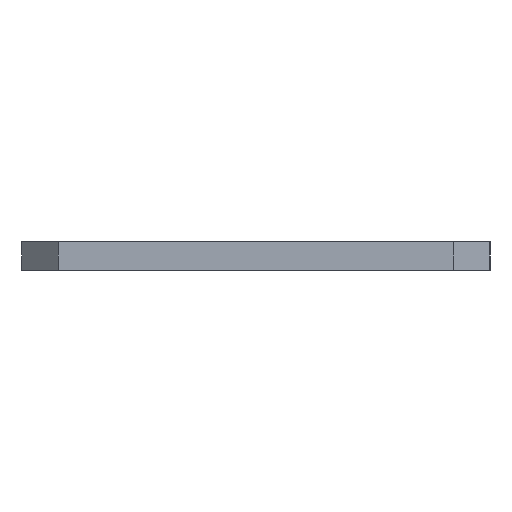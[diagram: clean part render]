
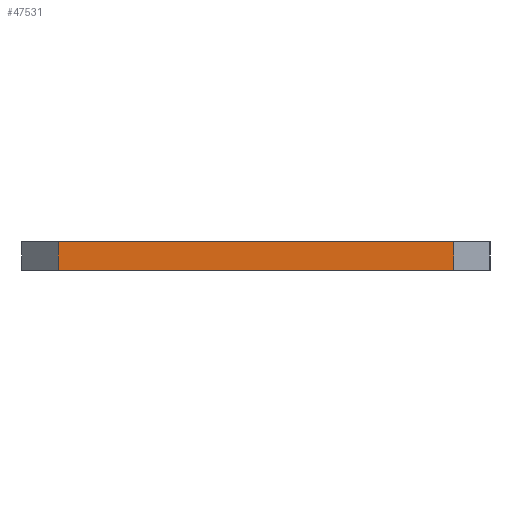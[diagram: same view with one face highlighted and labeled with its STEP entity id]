
A CAD part, left-side view. The second image highlights one B-rep face of the part: STEP entity #47531.
In plain terms, the highlighted planar face has unit normal (-1, 0, 0).
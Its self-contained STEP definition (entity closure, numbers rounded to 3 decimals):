
#83 = PLANE('',#84);
#84 = AXIS2_PLACEMENT_3D('',#85,#86,#87);
#85 = CARTESIAN_POINT('',(110.,-62.5,1.58));
#86 = DIRECTION('',(-0.,-0.,-1.));
#87 = DIRECTION('',(-1.,0.,0.));
#137 = PLANE('',#138);
#138 = AXIS2_PLACEMENT_3D('',#139,#140,#141);
#139 = CARTESIAN_POINT('',(110.,-62.5,0.));
#140 = DIRECTION('',(-0.,-0.,-1.));
#141 = DIRECTION('',(-1.,0.,0.));
#330 = VERTEX_POINT('',#331);
#331 = CARTESIAN_POINT('',(50.,-73.5,0.));
#345 = PLANE('',#346);
#346 = AXIS2_PLACEMENT_3D('',#347,#348,#349);
#347 = CARTESIAN_POINT('',(52.,-75.5,0.));
#348 = DIRECTION('',(-0.707,-0.707,0.));
#349 = DIRECTION('',(-0.707,0.707,0.));
#357 = EDGE_CURVE('',#330,#358,#360,.T.);
#358 = VERTEX_POINT('',#359);
#359 = CARTESIAN_POINT('',(50.,-51.5,0.));
#360 = SURFACE_CURVE('',#361,(#365,#372),.PCURVE_S1.);
#361 = LINE('',#362,#363);
#362 = CARTESIAN_POINT('',(50.,-73.5,0.));
#363 = VECTOR('',#364,1.);
#364 = DIRECTION('',(0.,1.,0.));
#365 = PCURVE('',#137,#366);
#366 = DEFINITIONAL_REPRESENTATION('',(#367),#371);
#367 = LINE('',#368,#369);
#368 = CARTESIAN_POINT('',(60.,-11.));
#369 = VECTOR('',#370,1.);
#370 = DIRECTION('',(0.,1.));
#371 = ( GEOMETRIC_REPRESENTATION_CONTEXT(2) 
PARAMETRIC_REPRESENTATION_CONTEXT() REPRESENTATION_CONTEXT('2D SPACE',''
  ) );
#372 = PCURVE('',#373,#378);
#373 = PLANE('',#374);
#374 = AXIS2_PLACEMENT_3D('',#375,#376,#377);
#375 = CARTESIAN_POINT('',(50.,-73.5,0.));
#376 = DIRECTION('',(-1.,0.,0.));
#377 = DIRECTION('',(0.,1.,0.));
#378 = DEFINITIONAL_REPRESENTATION('',(#379),#383);
#379 = LINE('',#380,#381);
#380 = CARTESIAN_POINT('',(0.,0.));
#381 = VECTOR('',#382,1.);
#382 = DIRECTION('',(1.,0.));
#383 = ( GEOMETRIC_REPRESENTATION_CONTEXT(2) 
PARAMETRIC_REPRESENTATION_CONTEXT() REPRESENTATION_CONTEXT('2D SPACE',''
  ) );
#401 = PLANE('',#402);
#402 = AXIS2_PLACEMENT_3D('',#403,#404,#405);
#403 = CARTESIAN_POINT('',(50.,-51.5,0.));
#404 = DIRECTION('',(-0.707,0.707,0.));
#405 = DIRECTION('',(0.707,0.707,0.));
#26184 = VERTEX_POINT('',#26185);
#26185 = CARTESIAN_POINT('',(50.,-73.5,1.58));
#26206 = EDGE_CURVE('',#26184,#26207,#26209,.T.);
#26207 = VERTEX_POINT('',#26208);
#26208 = CARTESIAN_POINT('',(50.,-51.5,1.58));
#26209 = SURFACE_CURVE('',#26210,(#26214,#26221),.PCURVE_S1.);
#26210 = LINE('',#26211,#26212);
#26211 = CARTESIAN_POINT('',(50.,-73.5,1.58));
#26212 = VECTOR('',#26213,1.);
#26213 = DIRECTION('',(0.,1.,0.));
#26214 = PCURVE('',#83,#26215);
#26215 = DEFINITIONAL_REPRESENTATION('',(#26216),#26220);
#26216 = LINE('',#26217,#26218);
#26217 = CARTESIAN_POINT('',(60.,-11.));
#26218 = VECTOR('',#26219,1.);
#26219 = DIRECTION('',(0.,1.));
#26220 = ( GEOMETRIC_REPRESENTATION_CONTEXT(2) 
PARAMETRIC_REPRESENTATION_CONTEXT() REPRESENTATION_CONTEXT('2D SPACE',''
  ) );
#26221 = PCURVE('',#373,#26222);
#26222 = DEFINITIONAL_REPRESENTATION('',(#26223),#26227);
#26223 = LINE('',#26224,#26225);
#26224 = CARTESIAN_POINT('',(0.,-1.58));
#26225 = VECTOR('',#26226,1.);
#26226 = DIRECTION('',(1.,0.));
#26227 = ( GEOMETRIC_REPRESENTATION_CONTEXT(2) 
PARAMETRIC_REPRESENTATION_CONTEXT() REPRESENTATION_CONTEXT('2D SPACE',''
  ) );
#47481 = EDGE_CURVE('',#358,#26207,#47482,.T.);
#47482 = SURFACE_CURVE('',#47483,(#47487,#47494),.PCURVE_S1.);
#47483 = LINE('',#47484,#47485);
#47484 = CARTESIAN_POINT('',(50.,-51.5,0.));
#47485 = VECTOR('',#47486,1.);
#47486 = DIRECTION('',(0.,0.,1.));
#47487 = PCURVE('',#401,#47488);
#47488 = DEFINITIONAL_REPRESENTATION('',(#47489),#47493);
#47489 = LINE('',#47490,#47491);
#47490 = CARTESIAN_POINT('',(0.,0.));
#47491 = VECTOR('',#47492,1.);
#47492 = DIRECTION('',(0.,-1.));
#47493 = ( GEOMETRIC_REPRESENTATION_CONTEXT(2) 
PARAMETRIC_REPRESENTATION_CONTEXT() REPRESENTATION_CONTEXT('2D SPACE',''
  ) );
#47494 = PCURVE('',#373,#47495);
#47495 = DEFINITIONAL_REPRESENTATION('',(#47496),#47500);
#47496 = LINE('',#47497,#47498);
#47497 = CARTESIAN_POINT('',(22.,0.));
#47498 = VECTOR('',#47499,1.);
#47499 = DIRECTION('',(0.,-1.));
#47500 = ( GEOMETRIC_REPRESENTATION_CONTEXT(2) 
PARAMETRIC_REPRESENTATION_CONTEXT() REPRESENTATION_CONTEXT('2D SPACE',''
  ) );
#47510 = EDGE_CURVE('',#330,#26184,#47511,.T.);
#47511 = SURFACE_CURVE('',#47512,(#47516,#47523),.PCURVE_S1.);
#47512 = LINE('',#47513,#47514);
#47513 = CARTESIAN_POINT('',(50.,-73.5,0.));
#47514 = VECTOR('',#47515,1.);
#47515 = DIRECTION('',(0.,0.,1.));
#47516 = PCURVE('',#345,#47517);
#47517 = DEFINITIONAL_REPRESENTATION('',(#47518),#47522);
#47518 = LINE('',#47519,#47520);
#47519 = CARTESIAN_POINT('',(2.828,0.));
#47520 = VECTOR('',#47521,1.);
#47521 = DIRECTION('',(0.,-1.));
#47522 = ( GEOMETRIC_REPRESENTATION_CONTEXT(2) 
PARAMETRIC_REPRESENTATION_CONTEXT() REPRESENTATION_CONTEXT('2D SPACE',''
  ) );
#47523 = PCURVE('',#373,#47524);
#47524 = DEFINITIONAL_REPRESENTATION('',(#47525),#47529);
#47525 = LINE('',#47526,#47527);
#47526 = CARTESIAN_POINT('',(0.,0.));
#47527 = VECTOR('',#47528,1.);
#47528 = DIRECTION('',(0.,-1.));
#47529 = ( GEOMETRIC_REPRESENTATION_CONTEXT(2) 
PARAMETRIC_REPRESENTATION_CONTEXT() REPRESENTATION_CONTEXT('2D SPACE',''
  ) );
#47531 = ADVANCED_FACE('',(#47532),#373,.T.);
#47532 = FACE_BOUND('',#47533,.T.);
#47533 = EDGE_LOOP('',(#47534,#47535,#47536,#47537));
#47534 = ORIENTED_EDGE('',*,*,#47510,.T.);
#47535 = ORIENTED_EDGE('',*,*,#26206,.T.);
#47536 = ORIENTED_EDGE('',*,*,#47481,.F.);
#47537 = ORIENTED_EDGE('',*,*,#357,.F.);
